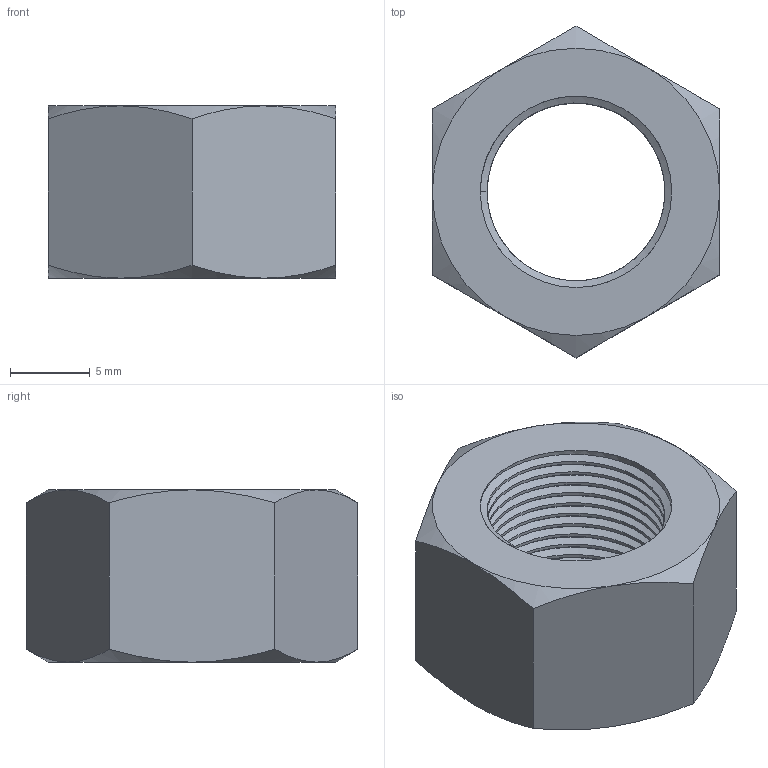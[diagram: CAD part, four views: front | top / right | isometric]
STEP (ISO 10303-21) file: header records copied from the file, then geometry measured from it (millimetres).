
FILE_DESCRIPTION (( 'STEP AP214' ), '1' );
FILE_NAME ('M12 screw1.STEP', '2023-01-31T14:01:40', ( '' ), ( '' ), 'SwSTEP 2.0', 'SolidWorks 2022', '' );
FILE_SCHEMA (( 'AUTOMOTIVE_DESIGN' ));
Length unit declared in the file: millimetre
Products named in the file (1): M12 screw1
Bounding box: 18 x 20.78 x 10.8 mm (x, y, z)
Volume: 1884.4 mm3; surface area: 1602 mm2
Topology: 1 solids, 1 shells, 52 faces, 135 edges, 85 vertices
Faces by surface type: cylinder 27, cone 12, plane 10, bspline 3
Entity records: 3534 total; most frequent: CARTESIAN_POINT 2448, ORIENTED_EDGE 270, DIRECTION 167, EDGE_CURVE 135, VERTEX_POINT 85, AXIS2_PLACEMENT_3D 66, EDGE_LOOP 54, FACE_OUTER_BOUND 52
